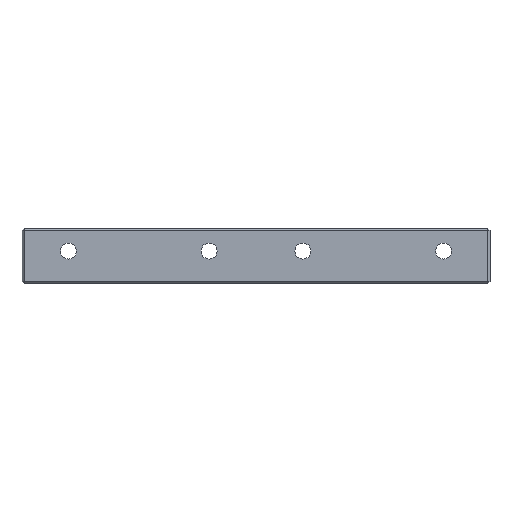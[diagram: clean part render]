
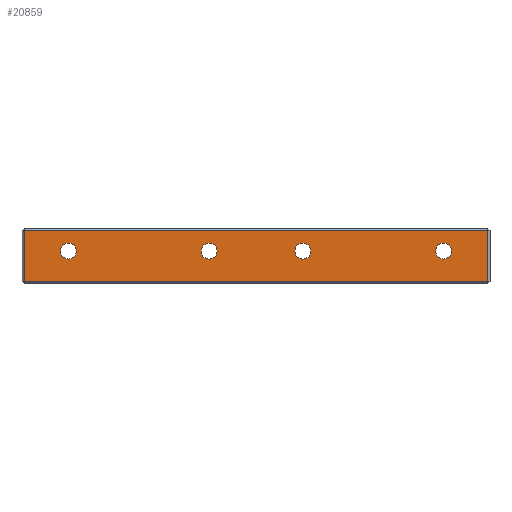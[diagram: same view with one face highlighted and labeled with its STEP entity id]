
A CAD part, left-side view. The second image highlights one B-rep face of the part: STEP entity #20859.
In plain terms, the highlighted planar face has unit normal (-1, 0, 0).
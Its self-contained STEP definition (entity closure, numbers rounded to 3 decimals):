
#16262 = PLANE('',#16263);
#16263 = AXIS2_PLACEMENT_3D('',#16264,#16265,#16266);
#16264 = CARTESIAN_POINT('',(3.25,49.65,3.));
#16265 = DIRECTION('',(-0.707,0.707,0.));
#16266 = DIRECTION('',(-0.,-0.,-1.));
#16803 = PLANE('',#16804);
#16804 = AXIS2_PLACEMENT_3D('',#16805,#16806,#16807);
#16805 = CARTESIAN_POINT('',(3.25,-49.65,3.));
#16806 = DIRECTION('',(-0.707,-0.707,-0.));
#16807 = DIRECTION('',(0.,0.,1.));
#17985 = PLANE('',#17986);
#17986 = AXIS2_PLACEMENT_3D('',#17987,#17988,#17989);
#17987 = CARTESIAN_POINT('',(3.25,-49.9,14.65));
#17988 = DIRECTION('',(-0.707,0.,0.707));
#17989 = DIRECTION('',(0.,1.,0.));
#18120 = CYLINDRICAL_SURFACE('',#18121,1.7);
#18121 = AXIS2_PLACEMENT_3D('',#18122,#18123,#18124);
#18122 = CARTESIAN_POINT('',(3.,40.,10.));
#18123 = DIRECTION('',(1.,0.,0.));
#18124 = DIRECTION('',(0.,0.,1.));
#18160 = CYLINDRICAL_SURFACE('',#18161,1.7);
#18161 = AXIS2_PLACEMENT_3D('',#18162,#18163,#18164);
#18162 = CARTESIAN_POINT('',(3.,10.,10.));
#18163 = DIRECTION('',(1.,0.,0.));
#18164 = DIRECTION('',(0.,0.,1.));
#18200 = CYLINDRICAL_SURFACE('',#18201,1.7);
#18201 = AXIS2_PLACEMENT_3D('',#18202,#18203,#18204);
#18202 = CARTESIAN_POINT('',(3.,-40.,10.));
#18203 = DIRECTION('',(1.,0.,0.));
#18204 = DIRECTION('',(0.,0.,1.));
#18240 = CYLINDRICAL_SURFACE('',#18241,1.7);
#18241 = AXIS2_PLACEMENT_3D('',#18242,#18243,#18244);
#18242 = CARTESIAN_POINT('',(3.,-10.,10.));
#18243 = DIRECTION('',(1.,0.,0.));
#18244 = DIRECTION('',(0.,0.,1.));
#18289 = VERTEX_POINT('',#18290);
#18290 = CARTESIAN_POINT('',(3.,49.4,14.4));
#18311 = EDGE_CURVE('',#18312,#18289,#18314,.T.);
#18312 = VERTEX_POINT('',#18313);
#18313 = CARTESIAN_POINT('',(3.,49.4,3.5));
#18314 = SURFACE_CURVE('',#18315,(#18319,#18326),.PCURVE_S1.);
#18315 = LINE('',#18316,#18317);
#18316 = CARTESIAN_POINT('',(3.,49.4,3.));
#18317 = VECTOR('',#18318,1.);
#18318 = DIRECTION('',(0.,0.,1.));
#18319 = PCURVE('',#16262,#18320);
#18320 = DEFINITIONAL_REPRESENTATION('',(#18321),#18325);
#18321 = LINE('',#18322,#18323);
#18322 = CARTESIAN_POINT('',(-0.,0.354));
#18323 = VECTOR('',#18324,1.);
#18324 = DIRECTION('',(-1.,0.));
#18325 = ( GEOMETRIC_REPRESENTATION_CONTEXT(2) 
PARAMETRIC_REPRESENTATION_CONTEXT() REPRESENTATION_CONTEXT('2D SPACE',''
  ) );
#18326 = PCURVE('',#18327,#18332);
#18327 = PLANE('',#18328);
#18328 = AXIS2_PLACEMENT_3D('',#18329,#18330,#18331);
#18329 = CARTESIAN_POINT('',(3.,-49.9,3.));
#18330 = DIRECTION('',(-1.,0.,0.));
#18331 = DIRECTION('',(0.,1.,0.));
#18332 = DEFINITIONAL_REPRESENTATION('',(#18333),#18337);
#18333 = LINE('',#18334,#18335);
#18334 = CARTESIAN_POINT('',(99.3,0.));
#18335 = VECTOR('',#18336,1.);
#18336 = DIRECTION('',(0.,-1.));
#18337 = ( GEOMETRIC_REPRESENTATION_CONTEXT(2) 
PARAMETRIC_REPRESENTATION_CONTEXT() REPRESENTATION_CONTEXT('2D SPACE',''
  ) );
#18911 = VERTEX_POINT('',#18912);
#18912 = CARTESIAN_POINT('',(3.,-49.4,14.4));
#18933 = EDGE_CURVE('',#18934,#18911,#18936,.T.);
#18934 = VERTEX_POINT('',#18935);
#18935 = CARTESIAN_POINT('',(3.,-49.4,3.5));
#18936 = SURFACE_CURVE('',#18937,(#18941,#18948),.PCURVE_S1.);
#18937 = LINE('',#18938,#18939);
#18938 = CARTESIAN_POINT('',(3.,-49.4,3.));
#18939 = VECTOR('',#18940,1.);
#18940 = DIRECTION('',(0.,0.,1.));
#18941 = PCURVE('',#16803,#18942);
#18942 = DEFINITIONAL_REPRESENTATION('',(#18943),#18947);
#18943 = LINE('',#18944,#18945);
#18944 = CARTESIAN_POINT('',(0.,0.354));
#18945 = VECTOR('',#18946,1.);
#18946 = DIRECTION('',(1.,0.));
#18947 = ( GEOMETRIC_REPRESENTATION_CONTEXT(2) 
PARAMETRIC_REPRESENTATION_CONTEXT() REPRESENTATION_CONTEXT('2D SPACE',''
  ) );
#18948 = PCURVE('',#18327,#18949);
#18949 = DEFINITIONAL_REPRESENTATION('',(#18950),#18954);
#18950 = LINE('',#18951,#18952);
#18951 = CARTESIAN_POINT('',(0.5,0.));
#18952 = VECTOR('',#18953,1.);
#18953 = DIRECTION('',(0.,-1.));
#18954 = ( GEOMETRIC_REPRESENTATION_CONTEXT(2) 
PARAMETRIC_REPRESENTATION_CONTEXT() REPRESENTATION_CONTEXT('2D SPACE',''
  ) );
#20581 = EDGE_CURVE('',#18911,#18289,#20582,.T.);
#20582 = SURFACE_CURVE('',#20583,(#20587,#20594),.PCURVE_S1.);
#20583 = LINE('',#20584,#20585);
#20584 = CARTESIAN_POINT('',(3.,-49.9,14.4));
#20585 = VECTOR('',#20586,1.);
#20586 = DIRECTION('',(0.,1.,0.));
#20587 = PCURVE('',#17985,#20588);
#20588 = DEFINITIONAL_REPRESENTATION('',(#20589),#20593);
#20589 = LINE('',#20590,#20591);
#20590 = CARTESIAN_POINT('',(0.,0.354));
#20591 = VECTOR('',#20592,1.);
#20592 = DIRECTION('',(1.,0.));
#20593 = ( GEOMETRIC_REPRESENTATION_CONTEXT(2) 
PARAMETRIC_REPRESENTATION_CONTEXT() REPRESENTATION_CONTEXT('2D SPACE',''
  ) );
#20594 = PCURVE('',#18327,#20595);
#20595 = DEFINITIONAL_REPRESENTATION('',(#20596),#20600);
#20596 = LINE('',#20597,#20598);
#20597 = CARTESIAN_POINT('',(0.,-11.4));
#20598 = VECTOR('',#20599,1.);
#20599 = DIRECTION('',(1.,0.));
#20600 = ( GEOMETRIC_REPRESENTATION_CONTEXT(2) 
PARAMETRIC_REPRESENTATION_CONTEXT() REPRESENTATION_CONTEXT('2D SPACE',''
  ) );
#20626 = EDGE_CURVE('',#20627,#20627,#20629,.T.);
#20627 = VERTEX_POINT('',#20628);
#20628 = CARTESIAN_POINT('',(3.,40.,11.7));
#20629 = SURFACE_CURVE('',#20630,(#20635,#20642),.PCURVE_S1.);
#20630 = CIRCLE('',#20631,1.7);
#20631 = AXIS2_PLACEMENT_3D('',#20632,#20633,#20634);
#20632 = CARTESIAN_POINT('',(3.,40.,10.));
#20633 = DIRECTION('',(-1.,0.,0.));
#20634 = DIRECTION('',(0.,0.,1.));
#20635 = PCURVE('',#18120,#20636);
#20636 = DEFINITIONAL_REPRESENTATION('',(#20637),#20641);
#20637 = LINE('',#20638,#20639);
#20638 = CARTESIAN_POINT('',(-0.,0.));
#20639 = VECTOR('',#20640,1.);
#20640 = DIRECTION('',(-1.,0.));
#20641 = ( GEOMETRIC_REPRESENTATION_CONTEXT(2) 
PARAMETRIC_REPRESENTATION_CONTEXT() REPRESENTATION_CONTEXT('2D SPACE',''
  ) );
#20642 = PCURVE('',#18327,#20643);
#20643 = DEFINITIONAL_REPRESENTATION('',(#20644),#20648);
#20644 = CIRCLE('',#20645,1.7);
#20645 = AXIS2_PLACEMENT_2D('',#20646,#20647);
#20646 = CARTESIAN_POINT('',(89.9,-7.));
#20647 = DIRECTION('',(0.,-1.));
#20648 = ( GEOMETRIC_REPRESENTATION_CONTEXT(2) 
PARAMETRIC_REPRESENTATION_CONTEXT() REPRESENTATION_CONTEXT('2D SPACE',''
  ) );
#20676 = EDGE_CURVE('',#20677,#20677,#20679,.T.);
#20677 = VERTEX_POINT('',#20678);
#20678 = CARTESIAN_POINT('',(3.,10.,11.7));
#20679 = SURFACE_CURVE('',#20680,(#20685,#20692),.PCURVE_S1.);
#20680 = CIRCLE('',#20681,1.7);
#20681 = AXIS2_PLACEMENT_3D('',#20682,#20683,#20684);
#20682 = CARTESIAN_POINT('',(3.,10.,10.));
#20683 = DIRECTION('',(-1.,0.,0.));
#20684 = DIRECTION('',(0.,0.,1.));
#20685 = PCURVE('',#18160,#20686);
#20686 = DEFINITIONAL_REPRESENTATION('',(#20687),#20691);
#20687 = LINE('',#20688,#20689);
#20688 = CARTESIAN_POINT('',(-0.,0.));
#20689 = VECTOR('',#20690,1.);
#20690 = DIRECTION('',(-1.,0.));
#20691 = ( GEOMETRIC_REPRESENTATION_CONTEXT(2) 
PARAMETRIC_REPRESENTATION_CONTEXT() REPRESENTATION_CONTEXT('2D SPACE',''
  ) );
#20692 = PCURVE('',#18327,#20693);
#20693 = DEFINITIONAL_REPRESENTATION('',(#20694),#20698);
#20694 = CIRCLE('',#20695,1.7);
#20695 = AXIS2_PLACEMENT_2D('',#20696,#20697);
#20696 = CARTESIAN_POINT('',(59.9,-7.));
#20697 = DIRECTION('',(0.,-1.));
#20698 = ( GEOMETRIC_REPRESENTATION_CONTEXT(2) 
PARAMETRIC_REPRESENTATION_CONTEXT() REPRESENTATION_CONTEXT('2D SPACE',''
  ) );
#20726 = EDGE_CURVE('',#20727,#20727,#20729,.T.);
#20727 = VERTEX_POINT('',#20728);
#20728 = CARTESIAN_POINT('',(3.,-40.,11.7));
#20729 = SURFACE_CURVE('',#20730,(#20735,#20742),.PCURVE_S1.);
#20730 = CIRCLE('',#20731,1.7);
#20731 = AXIS2_PLACEMENT_3D('',#20732,#20733,#20734);
#20732 = CARTESIAN_POINT('',(3.,-40.,10.));
#20733 = DIRECTION('',(-1.,0.,0.));
#20734 = DIRECTION('',(0.,0.,1.));
#20735 = PCURVE('',#18200,#20736);
#20736 = DEFINITIONAL_REPRESENTATION('',(#20737),#20741);
#20737 = LINE('',#20738,#20739);
#20738 = CARTESIAN_POINT('',(-0.,0.));
#20739 = VECTOR('',#20740,1.);
#20740 = DIRECTION('',(-1.,0.));
#20741 = ( GEOMETRIC_REPRESENTATION_CONTEXT(2) 
PARAMETRIC_REPRESENTATION_CONTEXT() REPRESENTATION_CONTEXT('2D SPACE',''
  ) );
#20742 = PCURVE('',#18327,#20743);
#20743 = DEFINITIONAL_REPRESENTATION('',(#20744),#20748);
#20744 = CIRCLE('',#20745,1.7);
#20745 = AXIS2_PLACEMENT_2D('',#20746,#20747);
#20746 = CARTESIAN_POINT('',(9.9,-7.));
#20747 = DIRECTION('',(0.,-1.));
#20748 = ( GEOMETRIC_REPRESENTATION_CONTEXT(2) 
PARAMETRIC_REPRESENTATION_CONTEXT() REPRESENTATION_CONTEXT('2D SPACE',''
  ) );
#20776 = EDGE_CURVE('',#20777,#20777,#20779,.T.);
#20777 = VERTEX_POINT('',#20778);
#20778 = CARTESIAN_POINT('',(3.,-10.,11.7));
#20779 = SURFACE_CURVE('',#20780,(#20785,#20792),.PCURVE_S1.);
#20780 = CIRCLE('',#20781,1.7);
#20781 = AXIS2_PLACEMENT_3D('',#20782,#20783,#20784);
#20782 = CARTESIAN_POINT('',(3.,-10.,10.));
#20783 = DIRECTION('',(-1.,0.,0.));
#20784 = DIRECTION('',(0.,0.,1.));
#20785 = PCURVE('',#18240,#20786);
#20786 = DEFINITIONAL_REPRESENTATION('',(#20787),#20791);
#20787 = LINE('',#20788,#20789);
#20788 = CARTESIAN_POINT('',(-0.,0.));
#20789 = VECTOR('',#20790,1.);
#20790 = DIRECTION('',(-1.,0.));
#20791 = ( GEOMETRIC_REPRESENTATION_CONTEXT(2) 
PARAMETRIC_REPRESENTATION_CONTEXT() REPRESENTATION_CONTEXT('2D SPACE',''
  ) );
#20792 = PCURVE('',#18327,#20793);
#20793 = DEFINITIONAL_REPRESENTATION('',(#20794),#20798);
#20794 = CIRCLE('',#20795,1.7);
#20795 = AXIS2_PLACEMENT_2D('',#20796,#20797);
#20796 = CARTESIAN_POINT('',(39.9,-7.));
#20797 = DIRECTION('',(0.,-1.));
#20798 = ( GEOMETRIC_REPRESENTATION_CONTEXT(2) 
PARAMETRIC_REPRESENTATION_CONTEXT() REPRESENTATION_CONTEXT('2D SPACE',''
  ) );
#20846 = PLANE('',#20847);
#20847 = AXIS2_PLACEMENT_3D('',#20848,#20849,#20850);
#20848 = CARTESIAN_POINT('',(3.25,-49.9,3.25));
#20849 = DIRECTION('',(0.707,0.,0.707));
#20850 = DIRECTION('',(0.,1.,0.));
#20859 = ADVANCED_FACE('',(#20860,#20886,#20889,#20892,#20895),#18327,
  .T.);
#20860 = FACE_BOUND('',#20861,.T.);
#20861 = EDGE_LOOP('',(#20862,#20863,#20864,#20885));
#20862 = ORIENTED_EDGE('',*,*,#20581,.T.);
#20863 = ORIENTED_EDGE('',*,*,#18311,.F.);
#20864 = ORIENTED_EDGE('',*,*,#20865,.F.);
#20865 = EDGE_CURVE('',#18934,#18312,#20866,.T.);
#20866 = SURFACE_CURVE('',#20867,(#20871,#20878),.PCURVE_S1.);
#20867 = LINE('',#20868,#20869);
#20868 = CARTESIAN_POINT('',(3.,-49.9,3.5));
#20869 = VECTOR('',#20870,1.);
#20870 = DIRECTION('',(0.,1.,0.));
#20871 = PCURVE('',#18327,#20872);
#20872 = DEFINITIONAL_REPRESENTATION('',(#20873),#20877);
#20873 = LINE('',#20874,#20875);
#20874 = CARTESIAN_POINT('',(0.,-0.5));
#20875 = VECTOR('',#20876,1.);
#20876 = DIRECTION('',(1.,0.));
#20877 = ( GEOMETRIC_REPRESENTATION_CONTEXT(2) 
PARAMETRIC_REPRESENTATION_CONTEXT() REPRESENTATION_CONTEXT('2D SPACE',''
  ) );
#20878 = PCURVE('',#20846,#20879);
#20879 = DEFINITIONAL_REPRESENTATION('',(#20880),#20884);
#20880 = LINE('',#20881,#20882);
#20881 = CARTESIAN_POINT('',(0.,0.354));
#20882 = VECTOR('',#20883,1.);
#20883 = DIRECTION('',(1.,0.));
#20884 = ( GEOMETRIC_REPRESENTATION_CONTEXT(2) 
PARAMETRIC_REPRESENTATION_CONTEXT() REPRESENTATION_CONTEXT('2D SPACE',''
  ) );
#20885 = ORIENTED_EDGE('',*,*,#18933,.T.);
#20886 = FACE_BOUND('',#20887,.T.);
#20887 = EDGE_LOOP('',(#20888));
#20888 = ORIENTED_EDGE('',*,*,#20726,.F.);
#20889 = FACE_BOUND('',#20890,.T.);
#20890 = EDGE_LOOP('',(#20891));
#20891 = ORIENTED_EDGE('',*,*,#20776,.F.);
#20892 = FACE_BOUND('',#20893,.T.);
#20893 = EDGE_LOOP('',(#20894));
#20894 = ORIENTED_EDGE('',*,*,#20676,.F.);
#20895 = FACE_BOUND('',#20896,.T.);
#20896 = EDGE_LOOP('',(#20897));
#20897 = ORIENTED_EDGE('',*,*,#20626,.F.);
